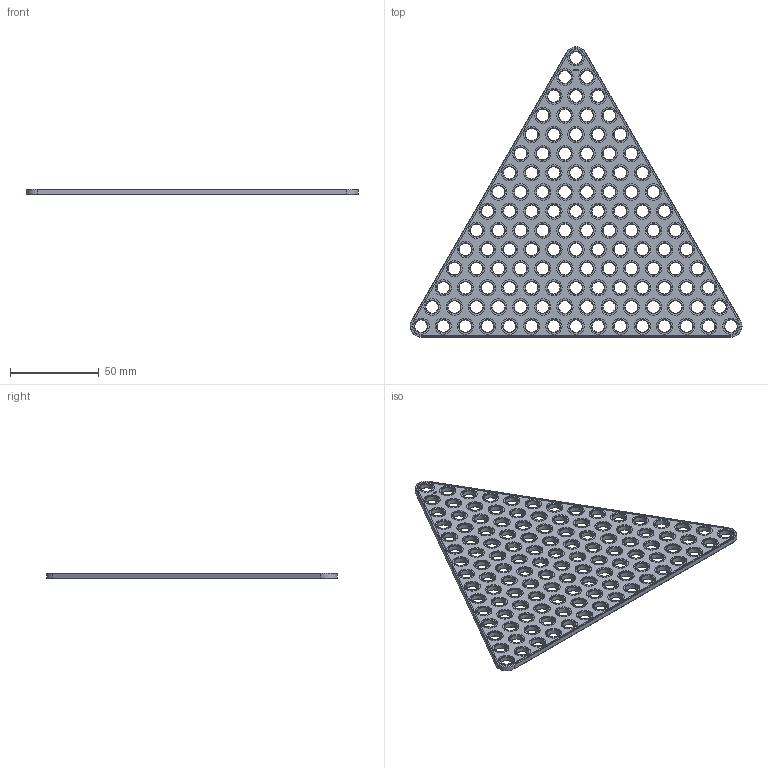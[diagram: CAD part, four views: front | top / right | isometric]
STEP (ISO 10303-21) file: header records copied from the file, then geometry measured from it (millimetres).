
FILE_DESCRIPTION(('FreeCAD Model'),'2;1');
FILE_NAME('Open CASCADE Shape Model','2024-01-31T12:58:49',(''),(''), 'Open CASCADE STEP processor 7.6','FreeCAD','Unknown');
FILE_SCHEMA(('AUTOMOTIVE_DESIGN { 1 0 10303 214 1 1 1 1 }'));
Products named in the file (1): Plate TRI CRNR BU15x00.25 - SPN-PLT-0026 (stemfie.org)
Bounding box: 187.5 x 164.05 x 3.12 mm (x, y, z)
Volume: 35737.2 mm3; surface area: 33811.9 mm2
Topology: 1 solids, 1 shells, 1089 faces, 2550 edges, 1616 vertices
Faces by surface type: plane 433, cylinder 246, cone 246, extrusion 164
Full cylindrical faces by diameter (mm): 7 x120, 9.2 x120
Entity records: 66620 total; most frequent: CARTESIAN_POINT 14838, DIRECTION 9344, VECTOR 5764, LINE 5600, ORIENTED_EDGE 5100, PCURVE 5100, DEFINITIONAL_REPRESENTATION 5100, EDGE_CURVE 2550
